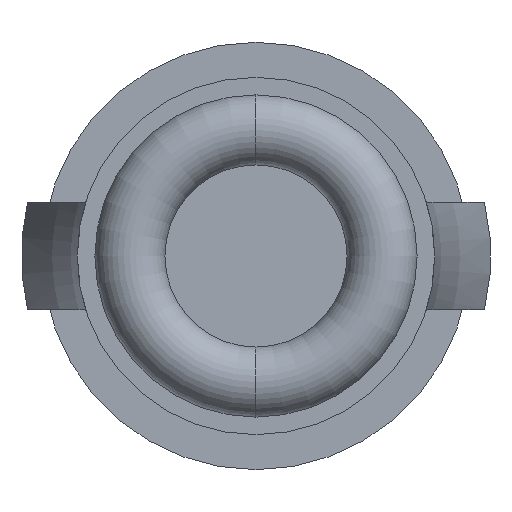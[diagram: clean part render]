
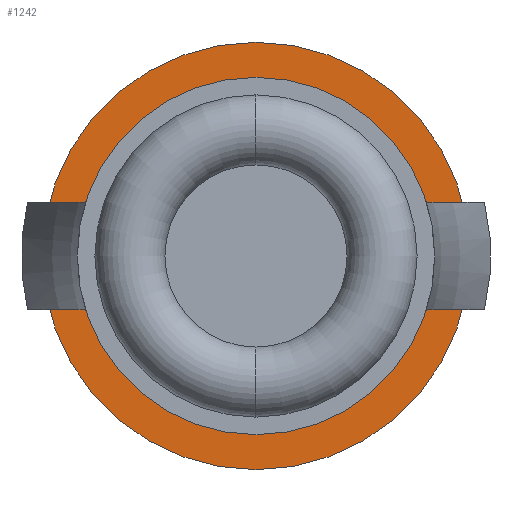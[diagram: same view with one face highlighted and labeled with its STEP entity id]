
A CAD part, left-side view. The second image highlights one B-rep face of the part: STEP entity #1242.
In plain terms, the highlighted planar face has unit normal (-1, 0, 0).
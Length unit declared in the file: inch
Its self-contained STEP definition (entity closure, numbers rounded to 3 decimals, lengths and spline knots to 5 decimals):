
#74 = CARTESIAN_POINT ( 'NONE',  ( 0.124, 0., 0. ) ) ;
#75 = AXIS2_PLACEMENT_3D ( 'NONE', #74, #767, #766 ) ;
#431 = CARTESIAN_POINT ( 'NONE',  ( 0.124, 0., -0.0255 ) ) ;
#435 = CARTESIAN_POINT ( 'NONE',  ( 0.124, 0., 0.0255 ) ) ;
#553 = CIRCLE ( 'NONE', #75, 0.0305 ) ;
#555 = CARTESIAN_POINT ( 'NONE',  ( 0.124, 0., -0.0305 ) ) ;
#579 = CIRCLE ( 'NONE', #625, 0.0255 ) ;
#620 = DIRECTION ( 'NONE',  ( 0., 0., -1. ) ) ;
#621 = DIRECTION ( 'NONE',  ( 1., 0., 0. ) ) ;
#622 = CARTESIAN_POINT ( 'NONE',  ( 0.124, 0., 0. ) ) ;
#625 = AXIS2_PLACEMENT_3D ( 'NONE', #622, #621, #620 ) ;
#766 = DIRECTION ( 'NONE',  ( 0., 0., -1. ) ) ;
#767 = DIRECTION ( 'NONE',  ( 1., 0., 0. ) ) ;
#769 = FACE_BOUND ( 'NONE', #1243, .T. ) ;
#770 = DIRECTION ( 'NONE',  ( 0., 0., -1. ) ) ;
#771 = DIRECTION ( 'NONE',  ( 1., 0., 0. ) ) ;
#772 = AXIS2_PLACEMENT_3D ( 'NONE', #776, #771, #770 ) ;
#773 = CARTESIAN_POINT ( 'NONE',  ( 0.124, 0.0255, 0. ) ) ;
#774 = FACE_OUTER_BOUND ( 'NONE', #1018, .T. ) ;
#776 = CARTESIAN_POINT ( 'NONE',  ( 0.124, 0., 0. ) ) ;
#777 = DIRECTION ( 'NONE',  ( 0., 0., 1. ) ) ;
#778 = DIRECTION ( 'NONE',  ( -1., 0., 0. ) ) ;
#779 = CIRCLE ( 'NONE', #772, 0.0255 ) ;
#785 = PLANE ( 'NONE',  #795 ) ;
#795 = AXIS2_PLACEMENT_3D ( 'NONE', #773, #778, #777 ) ;
#916 = CARTESIAN_POINT ( 'NONE',  ( 0.124, 0., 0.0305 ) ) ;
#987 = VERTEX_POINT ( 'NONE', #431 ) ;
#990 = VERTEX_POINT ( 'NONE', #435 ) ;
#1017 = ORIENTED_EDGE ( 'NONE', *, *, #1241, .T. ) ;
#1018 = EDGE_LOOP ( 'NONE', ( #1019, #1235 ) ) ;
#1019 = ORIENTED_EDGE ( 'NONE', *, *, #1121, .F. ) ;
#1078 = EDGE_CURVE ( 'NONE', #987, #990, #579, .T. ) ;
#1116 = VERTEX_POINT ( 'NONE', #555 ) ;
#1121 = EDGE_CURVE ( 'NONE', #1116, #1212, #553, .T. ) ;
#1212 = VERTEX_POINT ( 'NONE', #916 ) ;
#1228 = ORIENTED_EDGE ( 'NONE', *, *, #1078, .T. ) ;
#1235 = ORIENTED_EDGE ( 'NONE', *, *, #1249, .F. ) ;
#1241 = EDGE_CURVE ( 'NONE', #990, #987, #779, .T. ) ;
#1242 = ADVANCED_FACE ( 'NONE', ( #769, #774 ), #785, .T. ) ;
#1243 = EDGE_LOOP ( 'NONE', ( #1228, #1017 ) ) ;
#1249 = EDGE_CURVE ( 'NONE', #1212, #1116, #1268, .T. ) ;
#1258 = AXIS2_PLACEMENT_3D ( 'NONE', #1291, #1326, #1325 ) ;
#1268 = CIRCLE ( 'NONE', #1258, 0.0305 ) ;
#1291 = CARTESIAN_POINT ( 'NONE',  ( 0.124, 0., 0. ) ) ;
#1325 = DIRECTION ( 'NONE',  ( 0., 0., -1. ) ) ;
#1326 = DIRECTION ( 'NONE',  ( 1., 0., 0. ) ) ;
